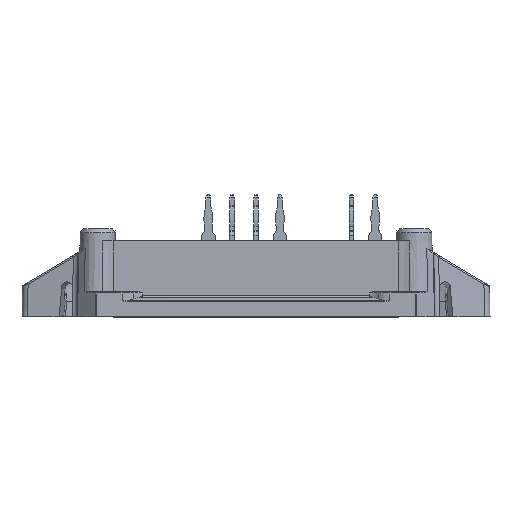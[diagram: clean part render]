
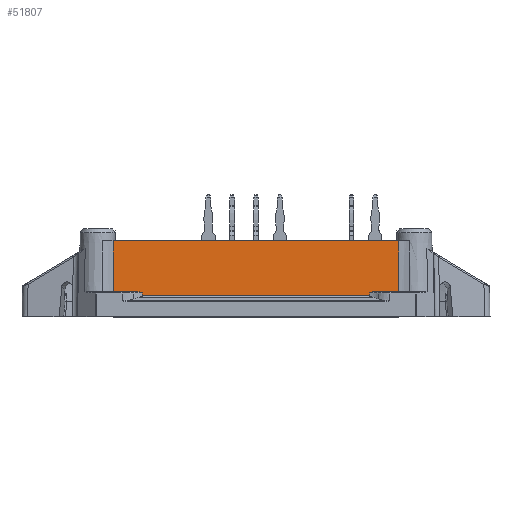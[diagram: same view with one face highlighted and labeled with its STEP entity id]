
A CAD part, front view. The second image highlights one B-rep face of the part: STEP entity #51807.
In plain terms, the highlighted planar face has unit normal (0, -1, 0.018).
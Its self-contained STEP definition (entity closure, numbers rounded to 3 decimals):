
#2808=B_SPLINE_CURVE_WITH_KNOTS('',3,(#71960,#71961,#71962,#71963,#71964,
#71965,#71966),.UNSPECIFIED.,.F.,.F.,(4,1,1,1,4),(0.,
0.,0.,0.,0.001),
 .UNSPECIFIED.);
#2818=B_SPLINE_CURVE_WITH_KNOTS('',3,(#72104,#72105,#72106,#72107),
 .UNSPECIFIED.,.F.,.F.,(4,4),(0.,0.001),
 .UNSPECIFIED.);
#2819=B_SPLINE_CURVE_WITH_KNOTS('',3,(#72121,#72122,#72123,#72124),
 .UNSPECIFIED.,.F.,.F.,(4,4),(0.001,0.001),
 .UNSPECIFIED.);
#2843=B_SPLINE_CURVE_WITH_KNOTS('',3,(#72411,#72412,#72413,#72414),
 .UNSPECIFIED.,.F.,.F.,(4,4),(0.,0.007),
 .UNSPECIFIED.);
#2845=B_SPLINE_CURVE_WITH_KNOTS('',3,(#72423,#72424,#72425,#72426,#72427,
#72428),.UNSPECIFIED.,.F.,.F.,(4,1,1,4),(0.,0.,0.001,
0.001),.UNSPECIFIED.);
#2846=B_SPLINE_CURVE_WITH_KNOTS('',3,(#72440,#72441,#72442,#72443),
 .UNSPECIFIED.,.F.,.F.,(4,4),(0.,0.007),.UNSPECIFIED.);
#4802=ORIENTED_EDGE('',*,*,#15492,.T.);
#4803=ORIENTED_EDGE('',*,*,#15448,.T.);
#4804=ORIENTED_EDGE('',*,*,#15499,.T.);
#4805=ORIENTED_EDGE('',*,*,#15441,.T.);
#4806=ORIENTED_EDGE('',*,*,#15518,.F.);
#4807=ORIENTED_EDGE('',*,*,#15587,.T.);
#4808=ORIENTED_EDGE('',*,*,#14820,.T.);
#4809=ORIENTED_EDGE('',*,*,#15596,.T.);
#4810=ORIENTED_EDGE('',*,*,#15597,.T.);
#4811=ORIENTED_EDGE('',*,*,#15590,.T.);
#14820=EDGE_CURVE('',#20323,#20322,#23426,.F.);
#15441=EDGE_CURVE('',#20878,#20879,#2808,.T.);
#15448=EDGE_CURVE('',#20883,#20885,#23705,.F.);
#15492=EDGE_CURVE('',#20913,#20883,#2818,.T.);
#15499=EDGE_CURVE('',#20885,#20878,#2819,.T.);
#15518=EDGE_CURVE('',#20931,#20879,#23725,.F.);
#15587=EDGE_CURVE('',#20931,#20323,#2843,.T.);
#15590=EDGE_CURVE('',#20974,#20913,#2845,.T.);
#15596=EDGE_CURVE('',#20322,#20978,#2846,.T.);
#15597=EDGE_CURVE('',#20978,#20974,#23755,.F.);
#20322=VERTEX_POINT('',#70185);
#20323=VERTEX_POINT('',#70187);
#20878=VERTEX_POINT('',#71967);
#20879=VERTEX_POINT('',#71968);
#20883=VERTEX_POINT('',#71982);
#20885=VERTEX_POINT('',#71991);
#20913=VERTEX_POINT('',#72108);
#20931=VERTEX_POINT('',#72167);
#20974=VERTEX_POINT('',#72429);
#20978=VERTEX_POINT('',#72444);
#23426=LINE('',#70186,#26880);
#23705=LINE('',#71992,#27159);
#23725=LINE('',#72168,#27179);
#23755=LINE('',#72445,#27209);
#26880=VECTOR('',#58645,1000.);
#27159=VECTOR('',#59562,1000.);
#27179=VECTOR('',#59708,1000.);
#27209=VECTOR('',#59834,1000.);
#30306=EDGE_LOOP('',(#4802,#4803,#4804,#4805,#4806,#4807,#4808,#4809,#4810,
#4811));
#32690=FACE_BOUND('',#30306,.T.);
#34884=PLANE('',#54631);
#51807=ADVANCED_FACE('',(#32690),#34884,.T.);
#54631=AXIS2_PLACEMENT_3D('',#72439,#59832,#59833);
#58645=DIRECTION('',(1.,0.,0.));
#59562=DIRECTION('',(-1.,0.,0.));
#59708=DIRECTION('',(1.,0.,0.));
#59832=DIRECTION('',(0.,-1.,0.017));
#59833=DIRECTION('',(0.,0.017,1.));
#59834=DIRECTION('',(-1.,0.,0.));
#70185=CARTESIAN_POINT('',(-19.154,-16.103,10.2));
#70186=CARTESIAN_POINT('',(-26.5,-16.103,10.2));
#70187=CARTESIAN_POINT('',(19.154,-16.103,10.2));
#71960=CARTESIAN_POINT('',(15.277,-16.225,3.203));
#71961=CARTESIAN_POINT('',(15.277,-16.224,3.233));
#71962=CARTESIAN_POINT('',(15.331,-16.223,3.273));
#71963=CARTESIAN_POINT('',(15.431,-16.223,3.319));
#71964=CARTESIAN_POINT('',(15.627,-16.222,3.377));
#71965=CARTESIAN_POINT('',(15.794,-16.221,3.4));
#71966=CARTESIAN_POINT('',(15.909,-16.221,3.4));
#71967=CARTESIAN_POINT('',(15.277,-16.225,3.203));
#71968=CARTESIAN_POINT('',(15.909,-16.221,3.4));
#71982=CARTESIAN_POINT('',(-15.277,-16.231,2.822));
#71991=CARTESIAN_POINT('',(15.277,-16.231,2.822));
#71992=CARTESIAN_POINT('',(15.276,-16.231,2.822));
#72104=CARTESIAN_POINT('',(-15.277,-16.225,3.203));
#72105=CARTESIAN_POINT('',(-15.277,-16.227,3.076));
#72106=CARTESIAN_POINT('',(-15.277,-16.229,2.949));
#72107=CARTESIAN_POINT('',(-15.277,-16.231,2.822));
#72108=CARTESIAN_POINT('',(-15.277,-16.225,3.203));
#72121=CARTESIAN_POINT('',(15.277,-16.231,2.822));
#72122=CARTESIAN_POINT('',(15.277,-16.229,2.949));
#72123=CARTESIAN_POINT('',(15.277,-16.227,3.076));
#72124=CARTESIAN_POINT('',(15.277,-16.225,3.203));
#72167=CARTESIAN_POINT('',(19.136,-16.221,3.4));
#72168=CARTESIAN_POINT('',(-26.5,-16.221,3.4));
#72411=CARTESIAN_POINT('',(19.136,-16.221,3.4));
#72412=CARTESIAN_POINT('',(19.142,-16.182,5.667));
#72413=CARTESIAN_POINT('',(19.148,-16.142,7.933));
#72414=CARTESIAN_POINT('',(19.154,-16.103,10.2));
#72423=CARTESIAN_POINT('',(-15.909,-16.221,3.4));
#72424=CARTESIAN_POINT('',(-15.794,-16.221,3.4));
#72425=CARTESIAN_POINT('',(-15.619,-16.222,3.378));
#72426=CARTESIAN_POINT('',(-15.415,-16.223,3.31));
#72427=CARTESIAN_POINT('',(-15.277,-16.224,3.262));
#72428=CARTESIAN_POINT('',(-15.277,-16.225,3.203));
#72429=CARTESIAN_POINT('',(-15.909,-16.221,3.4));
#72439=CARTESIAN_POINT('',(-26.5,-16.23,2.9));
#72440=CARTESIAN_POINT('',(-19.154,-16.103,10.2));
#72441=CARTESIAN_POINT('',(-19.148,-16.142,7.933));
#72442=CARTESIAN_POINT('',(-19.142,-16.182,5.667));
#72443=CARTESIAN_POINT('',(-19.136,-16.221,3.4));
#72444=CARTESIAN_POINT('',(-19.136,-16.221,3.4));
#72445=CARTESIAN_POINT('',(-26.5,-16.221,3.4));
